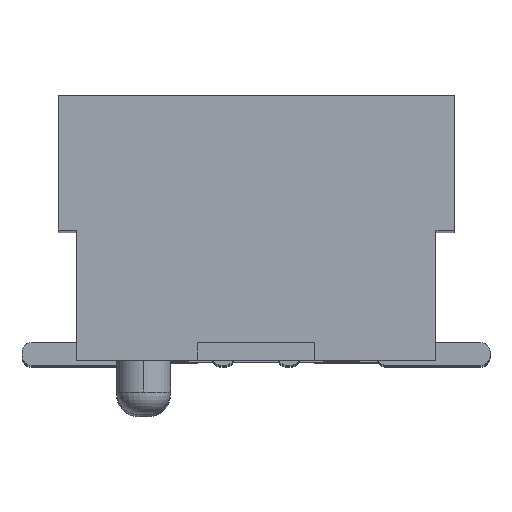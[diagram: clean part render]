
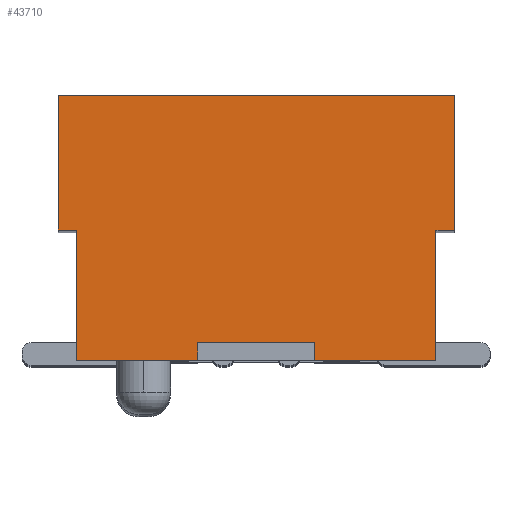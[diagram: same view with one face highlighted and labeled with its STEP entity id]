
A CAD part, top view. The second image highlights one B-rep face of the part: STEP entity #43710.
In plain terms, the highlighted planar face has unit normal (0, 0, 1).
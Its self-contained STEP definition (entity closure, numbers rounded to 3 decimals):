
#42720=CARTESIAN_POINT('',(0.,1.,-4.22));
#42730=DIRECTION('',(0.,0.,1.));
#42740=DIRECTION('',(1.,0.,0.));
#42750=AXIS2_PLACEMENT_3D('',#42720,#42730,#42740);
#42760=PLANE('',#42750);
#42770=CARTESIAN_POINT('',(-109.806,95.955,
-4.22));
#42780=DIRECTION('',(1.,0.,0.));
#42790=VECTOR('',#42780,1.);
#42800=LINE('',#42770,#42790);
#42810=CARTESIAN_POINT('',(-109.806,95.955,
-4.22));
#42820=VERTEX_POINT('',#42810);
#42830=CARTESIAN_POINT('',(-109.606,95.955,
-4.22));
#42840=VERTEX_POINT('',#42830);
#42850=EDGE_CURVE('',#42820,#42840,#42800,.T.);
#42860=ORIENTED_EDGE('',*,*,#42850,.T.);
#42870=CARTESIAN_POINT('',(-109.806,97.405,
-4.22));
#42880=DIRECTION('',(0.,-1.,0.));
#42890=VECTOR('',#42880,1.);
#42900=LINE('',#42870,#42890);
#42910=CARTESIAN_POINT('',(-109.806,97.455,
-4.22));
#42920=VERTEX_POINT('',#42910);
#42930=EDGE_CURVE('',#42920,#42820,#42900,.T.);
#42940=ORIENTED_EDGE('',*,*,#42930,.T.);
#42950=CARTESIAN_POINT('',(0.,97.455,-4.22));
#42960=DIRECTION('',(1.,0.,0.));
#42970=VECTOR('',#42960,1.);
#42980=LINE('',#42950,#42970);
#42990=CARTESIAN_POINT('',(-105.406,97.455,
-4.22));
#43000=VERTEX_POINT('',#42990);
#43010=EDGE_CURVE('',#42920,#43000,#42980,.T.);
#43020=ORIENTED_EDGE('',*,*,#43010,.F.);
#43030=CARTESIAN_POINT('',(-105.406,97.405,
-4.22));
#43040=DIRECTION('',(0.,-1.,0.));
#43050=VECTOR('',#43040,1.);
#43060=LINE('',#43030,#43050);
#43070=CARTESIAN_POINT('',(-105.406,95.955,
-4.22));
#43080=VERTEX_POINT('',#43070);
#43090=EDGE_CURVE('',#43000,#43080,#43060,.T.);
#43100=ORIENTED_EDGE('',*,*,#43090,.F.);
#43110=CARTESIAN_POINT('',(-105.606,95.955,
-4.22));
#43120=DIRECTION('',(1.,0.,0.));
#43130=VECTOR('',#43120,1.);
#43140=LINE('',#43110,#43130);
#43150=CARTESIAN_POINT('',(-105.606,95.955,
-4.22));
#43160=VERTEX_POINT('',#43150);
#43170=EDGE_CURVE('',#43160,#43080,#43140,.T.);
#43180=ORIENTED_EDGE('',*,*,#43170,.T.);
#43190=CARTESIAN_POINT('',(-105.606,96.905,
-4.22));
#43200=DIRECTION('',(0.,-1.,0.));
#43210=VECTOR('',#43200,1.);
#43220=LINE('',#43190,#43210);
#43230=CARTESIAN_POINT('',(-105.606,94.505,
-4.22));
#43240=VERTEX_POINT('',#43230);
#43250=EDGE_CURVE('',#43160,#43240,#43220,.T.);
#43260=ORIENTED_EDGE('',*,*,#43250,.F.);
#43270=CARTESIAN_POINT('',(0.,94.505,-4.22));
#43280=DIRECTION('',(1.,0.,0.));
#43290=VECTOR('',#43280,1.);
#43300=LINE('',#43270,#43290);
#43310=CARTESIAN_POINT('',(-106.956,94.505,
-4.22));
#43320=VERTEX_POINT('',#43310);
#43330=EDGE_CURVE('',#43320,#43240,#43300,.T.);
#43340=ORIENTED_EDGE('',*,*,#43330,.T.);
#43350=CARTESIAN_POINT('',(-106.956,1.,-4.22));
#43360=DIRECTION('',(0.,1.,0.));
#43370=VECTOR('',#43360,1.);
#43380=LINE('',#43350,#43370);
#43390=CARTESIAN_POINT('',(-106.956,94.705,
-4.22));
#43400=VERTEX_POINT('',#43390);
#43410=EDGE_CURVE('',#43320,#43400,#43380,.T.);
#43420=ORIENTED_EDGE('',*,*,#43410,.F.);
#43430=CARTESIAN_POINT('',(0.,94.705,
-4.22));
#43440=DIRECTION('',(-1.,0.,0.));
#43450=VECTOR('',#43440,1.);
#43460=LINE('',#43430,#43450);
#43470=CARTESIAN_POINT('',(-108.256,94.705,
-4.22));
#43480=VERTEX_POINT('',#43470);
#43490=EDGE_CURVE('',#43400,#43480,#43460,.T.);
#43500=ORIENTED_EDGE('',*,*,#43490,.F.);
#43510=CARTESIAN_POINT('',(-108.256,1.,-4.22));
#43520=DIRECTION('',(0.,-1.,0.));
#43530=VECTOR('',#43520,1.);
#43540=LINE('',#43510,#43530);
#43550=CARTESIAN_POINT('',(-108.256,94.505,
-4.22));
#43560=VERTEX_POINT('',#43550);
#43570=EDGE_CURVE('',#43480,#43560,#43540,.T.);
#43580=ORIENTED_EDGE('',*,*,#43570,.F.);
#43590=CARTESIAN_POINT('',(-109.606,94.505,
-4.22));
#43600=VERTEX_POINT('',#43590);
#43610=EDGE_CURVE('',#43600,#43560,#43300,.T.);
#43620=ORIENTED_EDGE('',*,*,#43610,.T.);
#43630=CARTESIAN_POINT('',(-109.606,95.905,
-4.22));
#43640=DIRECTION('',(0.,-1.,0.));
#43650=VECTOR('',#43640,1.);
#43660=LINE('',#43630,#43650);
#43670=EDGE_CURVE('',#42840,#43600,#43660,.T.);
#43680=ORIENTED_EDGE('',*,*,#43670,.T.);
#43690=EDGE_LOOP('',(#43680,#43620,#43580,#43500,#43420,#43340,#43260,
#43180,#43100,#43020,#42940,#42860));
#43700=FACE_OUTER_BOUND('',#43690,.T.);
#43710=ADVANCED_FACE('',(#43700),#42760,.T.);
